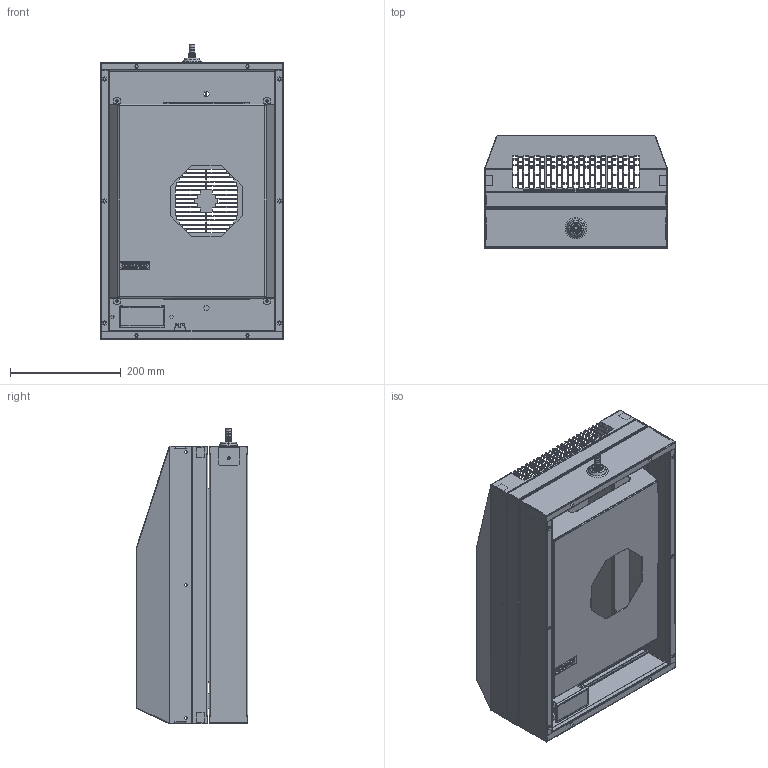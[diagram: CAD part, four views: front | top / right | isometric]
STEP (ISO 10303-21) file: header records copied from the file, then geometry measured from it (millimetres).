
FILE_DESCRIPTION((''),'2;1');
FILE_NAME('TG6205-COMPLETE_ASM','2017-06-08T',('danielc'),(''),'CREO PARAMETRIC BY PTC INC, 2015290','CREO PARAMETRIC BY PTC INC, 2015290','');
FILE_SCHEMA(('CONFIG_CONTROL_DESIGN'));
Products named in the file (27): TG6205-HOUSING_1_1_1; TG6205-HOUSING-MNF_ASM_1_ASM_1_ASM; 072106080019_1_1; TG6205-HOUSING_ASM_1_ASM_1_ASM; MEANWELL_HLG-600H_1_2_1; MEANWELL_HLG-600H_1_ASM_1_ASM; TG6205-HEATSHIELD-DUCT-MNF_ASM__ASM; TG6205-PSU-W-HEATSHIELD_ASM_1_A_ASM; TG6205-AMBIENT-COVER_1_1; TG6205-AMBIENT-COVER_ASM_1_ASM__ASM; CAREL_IR33PLUS_SEIFERT_1_1; 41290_TUTTO_1_1; 1757048_TUTTO_1_1; 1757051_TUTTO_1_1; 1757019_TUTTO_1_1; CAREL_IR33_PLUS_SEIFERT_ASM_1_A_ASM; TG6205-CONTROLLER-BKT_ASM_1_ASM_ASM; TG6205-WIRING-COVER_1_1; TG6205-WIRING-COVER_ASM_1_ASM_1_ASM; TG6205-DUCT_1_1; TG6205-DUCT-2_1_1; TG6205-DUCT-MNF_ASM_1_ASM_1_ASM; WATERTRAY_DRAIN_FITTING_1_1; TG6205-DUCT_ASM_1_ASM_1_ASM; TG6205305-COMPLETE-ASSEMBLY_ASM_ASM; TG6205-COMPLETE_ASM_1_ASM; TG6205-COMPLETE_ASM
Assembly tree (27 placements, depth 6):
  TG6205-COMPLETE_ASM
    TG6205-COMPLETE_ASM_1_ASM
      TG6205305-COMPLETE-ASSEMBLY_ASM_ASM
        TG6205-HOUSING_ASM_1_ASM_1_ASM
          TG6205-HOUSING-MNF_ASM_1_ASM_1_ASM
            TG6205-HOUSING_1_1_1
          072106080019_1_1
        TG6205-PSU-W-HEATSHIELD_ASM_1_A_ASM
          MEANWELL_HLG-600H_1_ASM_1_ASM
            MEANWELL_HLG-600H_1_2_1
          TG6205-HEATSHIELD-DUCT-MNF_ASM__ASM
        TG6205-AMBIENT-COVER_ASM_1_ASM__ASM
          TG6205-AMBIENT-COVER_1_1
        TG6205-CONTROLLER-BKT_ASM_1_ASM_ASM
          CAREL_IR33_PLUS_SEIFERT_ASM_1_A_ASM
            CAREL_IR33PLUS_SEIFERT_1_1
            41290_TUTTO_1_1
            1757048_TUTTO_1_1
            1757051_TUTTO_1_1
            1757019_TUTTO_1_1  x2
        TG6205-WIRING-COVER_ASM_1_ASM_1_ASM
          TG6205-WIRING-COVER_1_1
        TG6205-DUCT_ASM_1_ASM_1_ASM
          TG6205-DUCT-MNF_ASM_1_ASM_1_ASM
            TG6205-DUCT_1_1
            TG6205-DUCT-2_1_1
          WATERTRAY_DRAIN_FITTING_1_1
Bounding box: 330 x 201.7 x 532.5 mm (x, y, z)
Volume: 959907.7 mm3; surface area: 1637985.4 mm2
Topology: 16 solids, 17 shells, 4129 faces, 11117 edges, 7011 vertices
Faces by surface type: plane 3161, cylinder 773, bspline 67, torus 60, cone 34, sphere 30, extrusion 4
Entity records: 129130 total; most frequent: CARTESIAN_POINT 27508, ORIENTED_EDGE 21340, DIRECTION 20242, EDGE_CURVE 10670, VECTOR 8614, LINE 8610, VERTEX_POINT 6731, AXIS2_PLACEMENT_3D 5814
